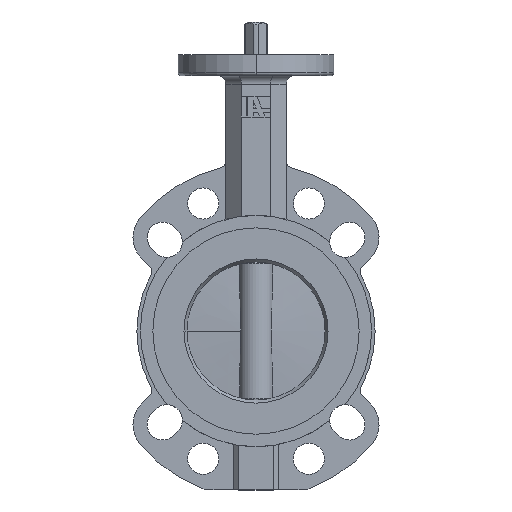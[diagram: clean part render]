
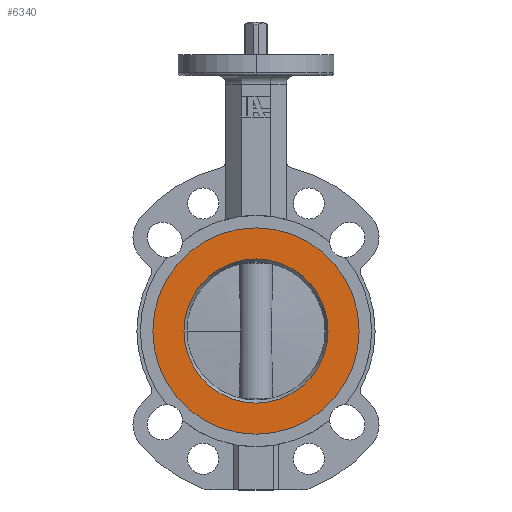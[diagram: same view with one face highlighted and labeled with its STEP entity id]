
A CAD part, top view. The second image highlights one B-rep face of the part: STEP entity #6340.
In plain terms, the highlighted planar face has unit normal (0, 0, 1).
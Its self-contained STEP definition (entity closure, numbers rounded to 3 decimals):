
#133 = FACE_BOUND ( 'NONE', #2841, .T. ) ;
#150 = FACE_OUTER_BOUND ( 'NONE', #2847, .T. ) ;
#828 = CARTESIAN_POINT ( 'NONE',  ( 59.75, 0., 23. ) ) ;
#833 = CARTESIAN_POINT ( 'NONE',  ( -41.732, 0., 23. ) ) ;
#846 = CARTESIAN_POINT ( 'NONE',  ( 41.732, 0., 23. ) ) ;
#857 = CARTESIAN_POINT ( 'NONE',  ( -59.75, 0., 23. ) ) ;
#1064 = AXIS2_PLACEMENT_3D ( 'NONE', #6280, #6279, #6284 ) ;
#1065 = AXIS2_PLACEMENT_3D ( 'NONE', #6276, #6697, #6696 ) ;
#1067 = AXIS2_PLACEMENT_3D ( 'NONE', #6690, #6689, #6688 ) ;
#1068 = AXIS2_PLACEMENT_3D ( 'NONE', #6687, #6685, #6684 ) ;
#1285 = CIRCLE ( 'NONE', #1065, 59.75 ) ;
#1288 = CIRCLE ( 'NONE', #1064, 41.732 ) ;
#1294 = CIRCLE ( 'NONE', #1067, 41.732 ) ;
#1299 = CIRCLE ( 'NONE', #1068, 59.75 ) ;
#2841 = EDGE_LOOP ( 'NONE', ( #5935, #5936 ) ) ;
#2847 = EDGE_LOOP ( 'NONE', ( #5937, #5938 ) ) ;
#3622 = EDGE_CURVE ( 'NONE', #5211, #5153, #1288, .T. ) ;
#3626 = EDGE_CURVE ( 'NONE', #5146, #5251, #1285, .T. ) ;
#3630 = EDGE_CURVE ( 'NONE', #5153, #5211, #1294, .T. ) ;
#3631 = EDGE_CURVE ( 'NONE', #5251, #5146, #1299, .T. ) ;
#3731 = DIRECTION ( 'NONE',  ( 0., 0., 1. ) ) ;
#3732 = CARTESIAN_POINT ( 'NONE',  ( 0., 0., 23. ) ) ;
#3737 = PLANE ( 'NONE',  #4479 ) ;
#3740 = DIRECTION ( 'NONE',  ( 1., 0., 0. ) ) ;
#4479 = AXIS2_PLACEMENT_3D ( 'NONE', #3732, #3731, #3740 ) ;
#5146 = VERTEX_POINT ( 'NONE', #828 ) ;
#5153 = VERTEX_POINT ( 'NONE', #833 ) ;
#5211 = VERTEX_POINT ( 'NONE', #846 ) ;
#5251 = VERTEX_POINT ( 'NONE', #857 ) ;
#5935 = ORIENTED_EDGE ( 'NONE', *, *, #3622, .T. ) ;
#5936 = ORIENTED_EDGE ( 'NONE', *, *, #3630, .T. ) ;
#5937 = ORIENTED_EDGE ( 'NONE', *, *, #3631, .T. ) ;
#5938 = ORIENTED_EDGE ( 'NONE', *, *, #3626, .T. ) ;
#6276 = CARTESIAN_POINT ( 'NONE',  ( 0., 0., 23. ) ) ;
#6279 = DIRECTION ( 'NONE',  ( 0., 0., -1. ) ) ;
#6280 = CARTESIAN_POINT ( 'NONE',  ( 0., 0., 23. ) ) ;
#6284 = DIRECTION ( 'NONE',  ( 1., 0., 0. ) ) ;
#6340 = ADVANCED_FACE ( 'NONE', ( #133, #150 ), #3737, .T. ) ;
#6684 = DIRECTION ( 'NONE',  ( 1., 0., 0. ) ) ;
#6685 = DIRECTION ( 'NONE',  ( 0., 0., 1. ) ) ;
#6687 = CARTESIAN_POINT ( 'NONE',  ( 0., 0., 23. ) ) ;
#6688 = DIRECTION ( 'NONE',  ( 1., 0., 0. ) ) ;
#6689 = DIRECTION ( 'NONE',  ( 0., 0., -1. ) ) ;
#6690 = CARTESIAN_POINT ( 'NONE',  ( 0., 0., 23. ) ) ;
#6696 = DIRECTION ( 'NONE',  ( 1., 0., 0. ) ) ;
#6697 = DIRECTION ( 'NONE',  ( 0., 0., 1. ) ) ;
